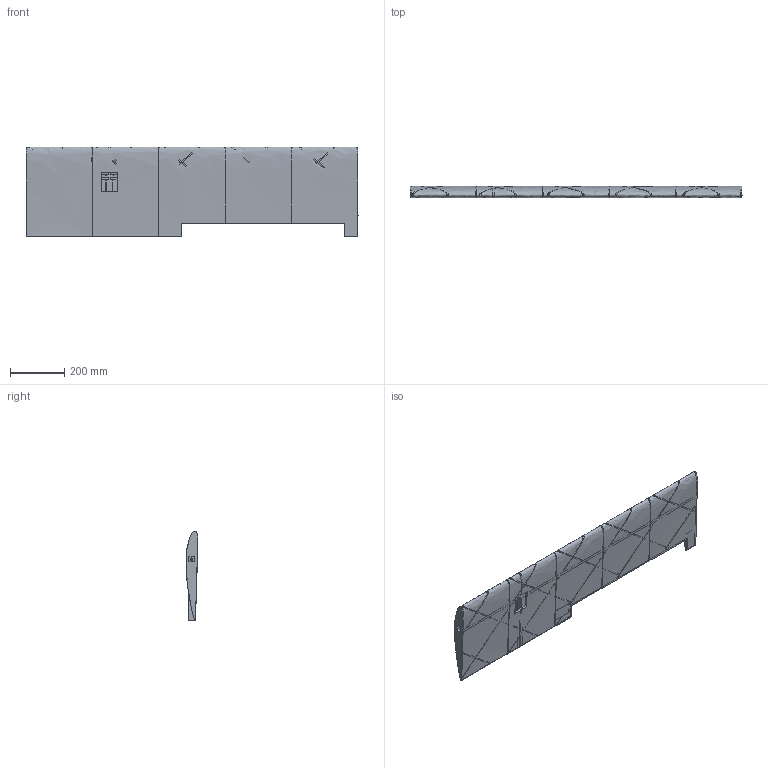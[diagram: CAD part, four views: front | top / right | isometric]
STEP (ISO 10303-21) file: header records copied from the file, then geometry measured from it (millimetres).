
FILE_DESCRIPTION(/* description */ (''),/* implementation_level */ '2;1');
FILE_NAME(/* name */ 'WingLeft_v0.112.stp',/* time_stamp */ '2025-10-19T18:46:11-04:00',/* author */ ('mateo'),/* organization */ (''),/* preprocessor_version */ 'ST-DEVELOPER v20.1',/* originating_system */ 'Autodesk Inventor 2026',/* authorisation */ '');
FILE_SCHEMA (('AUTOMOTIVE_DESIGN { 1 0 10303 214 3 1 1 }'));
Products named in the file (1): WingLeft_v0.1
Bounding box: 1225 x 43.93 x 331.34 mm (x, y, z)
Volume: 1687322.3 mm3; surface area: 1998070.3 mm2
Topology: 6 solids, 23 shells, 781 faces, 2207 edges, 1474 vertices
Faces by surface type: plane 477, bspline 117, cylinder 101, sphere 86
Full cylindrical faces by diameter (mm): 2.3 x4, 3 x3, 4.25 x86, 5.5 x1, 9 x1
Entity records: 48509 total; most frequent: CARTESIAN_POINT 29235, ORIENTED_EDGE 4226, DIRECTION 3271, EDGE_CURVE 2113, VERTEX_POINT 1450, LINE 1149, VECTOR 1149, EDGE_LOOP 1086
